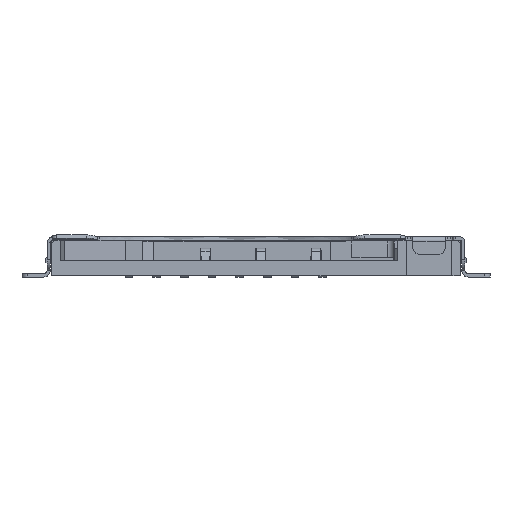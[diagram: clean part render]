
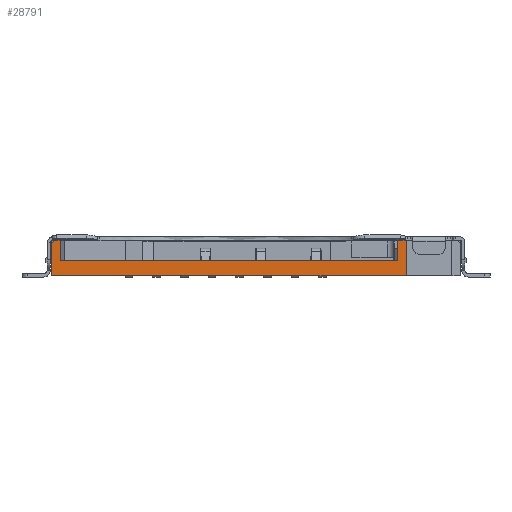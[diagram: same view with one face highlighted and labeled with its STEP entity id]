
A CAD part, front view. The second image highlights one B-rep face of the part: STEP entity #28791.
In plain terms, the highlighted free-form (B-spline) face has degree [1, 1] with [2, 2] control points.
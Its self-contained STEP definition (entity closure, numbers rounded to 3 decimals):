
#580 = VERTEX_POINT ( 'NONE', #30102 ) ;
#1153 = EDGE_CURVE ( 'NONE', #12089, #10172, #20744, .T. ) ;
#1809 = CARTESIAN_POINT ( 'NONE',  ( 0.15, 0., 0. ) ) ;
#1887 = ORIENTED_EDGE ( 'NONE', *, *, #25227, .T. ) ;
#2062 = DIRECTION ( 'NONE',  ( 0., 0., -1. ) ) ;
#2197 = CARTESIAN_POINT ( 'NONE',  ( 0., 0., -1.65 ) ) ;
#2334 = VECTOR ( 'NONE', #23491, 1000. ) ;
#2697 = VERTEX_POINT ( 'NONE', #2197 ) ;
#3784 = CARTESIAN_POINT ( 'NONE',  ( 15.9, 0., -0.95 ) ) ;
#3959 = CARTESIAN_POINT ( 'NONE',  ( 15.9, 0., 0. ) ) ;
#4144 = CARTESIAN_POINT ( 'NONE',  ( 19.176, 0., -1.69 ) ) ;
#4267 = B_SPLINE_SURFACE_WITH_KNOTS ( 'NONE', 1, 1, ( 
 ( #18730, #25498 ),
 ( #4144, #16061 ) ),
 .UNSPECIFIED., .F., .F., .F.,
 ( 2, 2 ),
 ( 2, 2 ),
 ( -0.376, 19.176 ),
 ( -0.04, 1.69 ),
 .UNSPECIFIED. ) ;
#5642 = EDGE_CURVE ( 'NONE', #2697, #7174, #17523, .T. ) ;
#6450 = VERTEX_POINT ( 'NONE', #3784 ) ;
#6469 = LINE ( 'NONE', #25617, #26266 ) ;
#6500 = LINE ( 'NONE', #1809, #17327 ) ;
#7079 = DIRECTION ( 'NONE',  ( 0., 0., 1. ) ) ;
#7174 = VERTEX_POINT ( 'NONE', #13407 ) ;
#7555 = VECTOR ( 'NONE', #27795, 1000. ) ;
#8262 = CARTESIAN_POINT ( 'NONE',  ( 0., 0., -1.65 ) ) ;
#8580 = LINE ( 'NONE', #23335, #17578 ) ;
#9078 = VECTOR ( 'NONE', #23800, 1000. ) ;
#10172 = VERTEX_POINT ( 'NONE', #19642 ) ;
#10708 = EDGE_CURVE ( 'NONE', #29716, #7174, #6500, .T. ) ;
#11070 = LINE ( 'NONE', #28332, #2334 ) ;
#11486 = DIRECTION ( 'NONE',  ( 1., 0., 0. ) ) ;
#12089 = VERTEX_POINT ( 'NONE', #29963 ) ;
#12451 = VECTOR ( 'NONE', #7079, 1000. ) ;
#13407 = CARTESIAN_POINT ( 'NONE',  ( 0., 0., -0.15 ) ) ;
#13552 = EDGE_CURVE ( 'NONE', #12089, #6450, #8580, .T. ) ;
#14022 = CARTESIAN_POINT ( 'NONE',  ( 0.4, 0., -0.95 ) ) ;
#14060 = CARTESIAN_POINT ( 'NONE',  ( 0.15, 0., 0. ) ) ;
#14654 = EDGE_LOOP ( 'NONE', ( #30429, #26081, #25145, #26504, #27392, #1887, #18307, #23089, #25531 ) ) ;
#15289 = VECTOR ( 'NONE', #20041, 1000. ) ;
#16061 = CARTESIAN_POINT ( 'NONE',  ( 19.176, 0., 0.04 ) ) ;
#16256 = LINE ( 'NONE', #14060, #9078 ) ;
#16340 = LINE ( 'NONE', #25302, #22407 ) ;
#16649 = CARTESIAN_POINT ( 'NONE',  ( 16.3, 0., -1.65 ) ) ;
#16932 = CARTESIAN_POINT ( 'NONE',  ( 0.15, 0., 0. ) ) ;
#17168 = EDGE_CURVE ( 'NONE', #29716, #28788, #16256, .T. ) ;
#17327 = VECTOR ( 'NONE', #30823, 1000. ) ;
#17523 = LINE ( 'NONE', #8262, #15289 ) ;
#17578 = VECTOR ( 'NONE', #25538, 1000. ) ;
#17591 = VERTEX_POINT ( 'NONE', #14022 ) ;
#18307 = ORIENTED_EDGE ( 'NONE', *, *, #29263, .T. ) ;
#18730 = CARTESIAN_POINT ( 'NONE',  ( -0.376, 0., -1.69 ) ) ;
#19642 = CARTESIAN_POINT ( 'NONE',  ( 16.3, 0., 0. ) ) ;
#20041 = DIRECTION ( 'NONE',  ( 0., 0., 1. ) ) ;
#20607 = EDGE_CURVE ( 'NONE', #6450, #17591, #11070, .T. ) ;
#20744 = LINE ( 'NONE', #3959, #7555 ) ;
#21479 = EDGE_CURVE ( 'NONE', #28788, #17591, #16340, .T. ) ;
#22407 = VECTOR ( 'NONE', #2062, 1000. ) ;
#23089 = ORIENTED_EDGE ( 'NONE', *, *, #1153, .F. ) ;
#23293 = FACE_OUTER_BOUND ( 'NONE', #14654, .T. ) ;
#23335 = CARTESIAN_POINT ( 'NONE',  ( 15.9, 0., 0. ) ) ;
#23491 = DIRECTION ( 'NONE',  ( -1., 0., 0. ) ) ;
#23800 = DIRECTION ( 'NONE',  ( 1., 0., 0. ) ) ;
#25145 = ORIENTED_EDGE ( 'NONE', *, *, #17168, .F. ) ;
#25227 = EDGE_CURVE ( 'NONE', #2697, #580, #6469, .T. ) ;
#25302 = CARTESIAN_POINT ( 'NONE',  ( 0.4, 0., 0. ) ) ;
#25498 = CARTESIAN_POINT ( 'NONE',  ( -0.376, 0., 0.04 ) ) ;
#25531 = ORIENTED_EDGE ( 'NONE', *, *, #13552, .T. ) ;
#25538 = DIRECTION ( 'NONE',  ( 0., 0., -1. ) ) ;
#25617 = CARTESIAN_POINT ( 'NONE',  ( 0., 0., -1.65 ) ) ;
#26081 = ORIENTED_EDGE ( 'NONE', *, *, #21479, .F. ) ;
#26266 = VECTOR ( 'NONE', #11486, 1000. ) ;
#26504 = ORIENTED_EDGE ( 'NONE', *, *, #10708, .T. ) ;
#27392 = ORIENTED_EDGE ( 'NONE', *, *, #5642, .F. ) ;
#27795 = DIRECTION ( 'NONE',  ( 1., 0., 0. ) ) ;
#28332 = CARTESIAN_POINT ( 'NONE',  ( 15.9, 0., -0.95 ) ) ;
#28788 = VERTEX_POINT ( 'NONE', #30650 ) ;
#28791 = ADVANCED_FACE ( 'NONE', ( #23293 ), #4267, .T. ) ;
#28875 = LINE ( 'NONE', #16649, #12451 ) ;
#29263 = EDGE_CURVE ( 'NONE', #580, #10172, #28875, .T. ) ;
#29716 = VERTEX_POINT ( 'NONE', #16932 ) ;
#29963 = CARTESIAN_POINT ( 'NONE',  ( 15.9, 0., 0. ) ) ;
#30102 = CARTESIAN_POINT ( 'NONE',  ( 16.3, 0., -1.65 ) ) ;
#30429 = ORIENTED_EDGE ( 'NONE', *, *, #20607, .T. ) ;
#30650 = CARTESIAN_POINT ( 'NONE',  ( 0.4, 0., 0. ) ) ;
#30823 = DIRECTION ( 'NONE',  ( -0.707, 0., -0.707 ) ) ;
